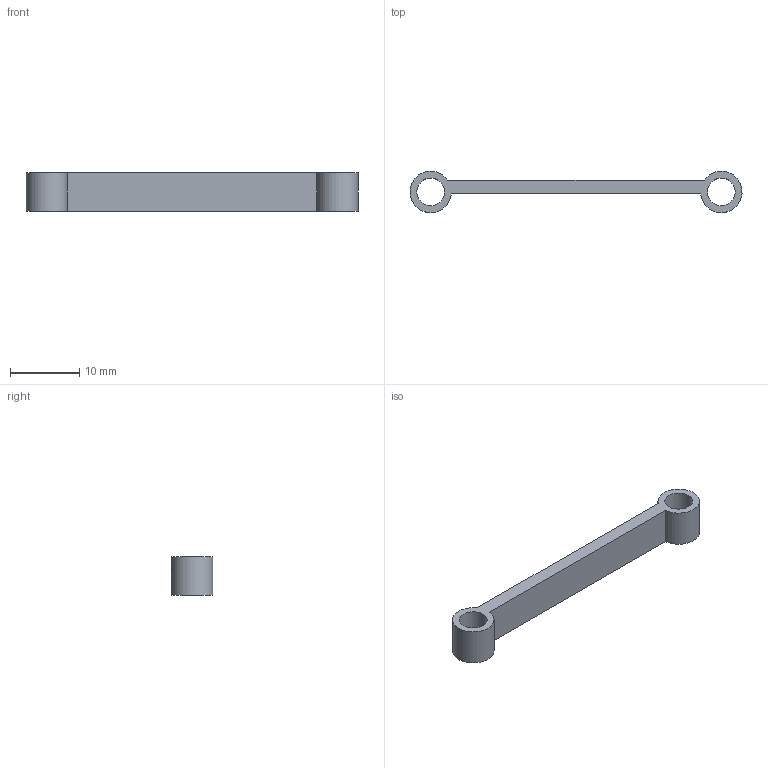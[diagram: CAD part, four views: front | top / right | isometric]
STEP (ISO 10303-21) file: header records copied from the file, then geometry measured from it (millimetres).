
FILE_DESCRIPTION(/* description */ (''),/* implementation_level */ '2;1');
FILE_NAME(/* name */ 'Akkucase_T3.stp',/* time_stamp */ '2021-12-03T12:05:08+01:00',/* author */ ('lucie'),/* organization */ (''),/* preprocessor_version */ 'ST-DEVELOPER v18.1',/* originating_system */ 'Autodesk Inventor 2021',/* authorisation */ '');
FILE_SCHEMA (('AUTOMOTIVE_DESIGN { 1 0 10303 214 3 1 1 }'));
Length unit declared in the file: millimetre
Products named in the file (1): Akkucase_T3
Bounding box: 47.98 x 5.98 x 5.5 mm (x, y, z)
Volume: 572.1 mm3; surface area: 932.5 mm2
Topology: 1 solids, 1 shells, 8 faces, 18 edges, 12 vertices
Faces by surface type: plane 4, cylinder 4
Full cylindrical faces by diameter (mm): 4 x2
Entity records: 279 total; most frequent: DIRECTION 44, CARTESIAN_POINT 39, ORIENTED_EDGE 36, EDGE_CURVE 18, AXIS2_PLACEMENT_3D 17, EDGE_LOOP 12, VERTEX_POINT 12, LINE 10
